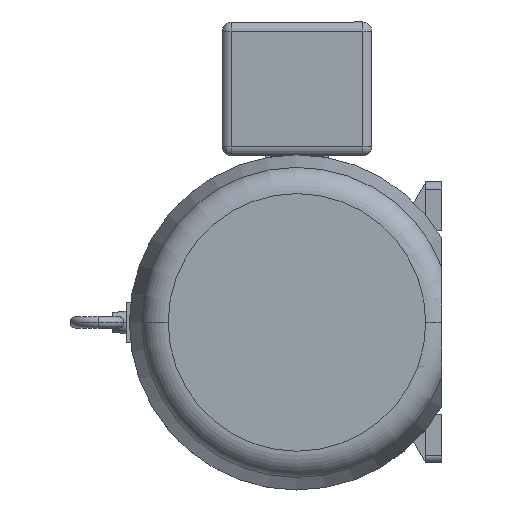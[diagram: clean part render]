
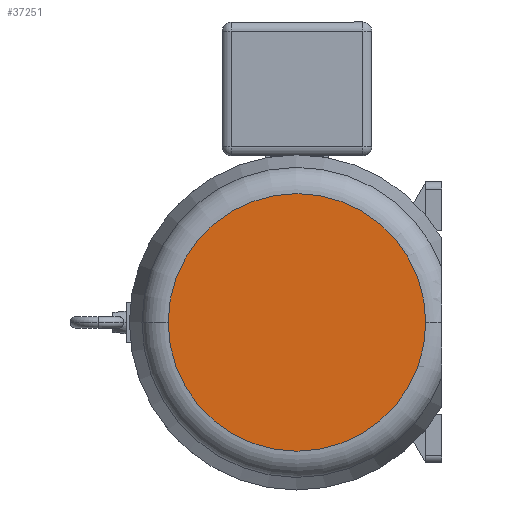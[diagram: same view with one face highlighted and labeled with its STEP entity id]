
A CAD part, left-side view. The second image highlights one B-rep face of the part: STEP entity #37251.
In plain terms, the highlighted face is planar.
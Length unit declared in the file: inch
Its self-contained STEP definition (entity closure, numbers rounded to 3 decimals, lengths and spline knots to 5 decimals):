
#1462 = PLANE ( 'NONE',  #74166 ) ;
#28302 = AXIS2_PLACEMENT_3D ( 'NONE', #120613, #119543, #66872 ) ;
#31358 = EDGE_CURVE ( 'NONE', #176847, #106778, #40006, .T. ) ;
#35032 = CIRCLE ( 'NONE', #28302, 7.1076 ) ;
#35708 = EDGE_LOOP ( 'NONE', ( #85261, #182868 ) ) ;
#37251 = ADVANCED_FACE ( 'NONE', ( #76830 ), #1462, .F. ) ;
#40006 = CIRCLE ( 'NONE', #174013, 7.1076 ) ;
#43349 = CARTESIAN_POINT ( 'NONE',  ( 0., -7.1076, -14.95 ) ) ;
#55375 = DIRECTION ( 'NONE',  ( 0., 0., 1. ) ) ;
#66872 = DIRECTION ( 'NONE',  ( 0., -1., 0. ) ) ;
#74166 = AXIS2_PLACEMENT_3D ( 'NONE', #114372, #198265, #212308 ) ;
#76830 = FACE_OUTER_BOUND ( 'NONE', #35708, .T. ) ;
#85261 = ORIENTED_EDGE ( 'NONE', *, *, #137259, .F. ) ;
#102703 = DIRECTION ( 'NONE',  ( 0., -1., 0. ) ) ;
#106778 = VERTEX_POINT ( 'NONE', #43349 ) ;
#109812 = CARTESIAN_POINT ( 'NONE',  ( 0., 7.1076, -14.95 ) ) ;
#114372 = CARTESIAN_POINT ( 'NONE',  ( 0., 7.1076, -14.95 ) ) ;
#119543 = DIRECTION ( 'NONE',  ( 0., 0., 1. ) ) ;
#120613 = CARTESIAN_POINT ( 'NONE',  ( 0., 0., -14.95 ) ) ;
#137259 = EDGE_CURVE ( 'NONE', #106778, #176847, #35032, .T. ) ;
#153280 = CARTESIAN_POINT ( 'NONE',  ( 0., 0., -14.95 ) ) ;
#174013 = AXIS2_PLACEMENT_3D ( 'NONE', #153280, #55375, #102703 ) ;
#176847 = VERTEX_POINT ( 'NONE', #109812 ) ;
#182868 = ORIENTED_EDGE ( 'NONE', *, *, #31358, .F. ) ;
#198265 = DIRECTION ( 'NONE',  ( 0., 0., 1. ) ) ;
#212308 = DIRECTION ( 'NONE',  ( 0., -1., 0. ) ) ;
